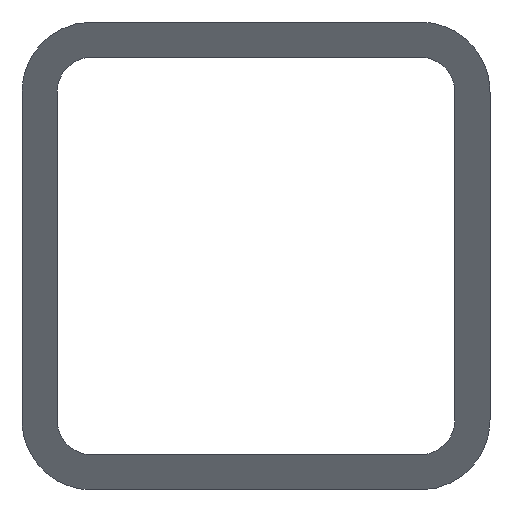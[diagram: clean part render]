
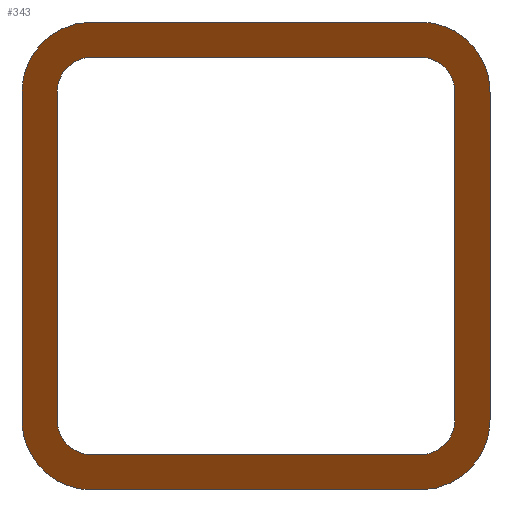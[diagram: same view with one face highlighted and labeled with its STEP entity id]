
A CAD part, front view. The second image highlights one B-rep face of the part: STEP entity #343.
In plain terms, the highlighted planar face has unit normal (-0.707, -0.707, 0).
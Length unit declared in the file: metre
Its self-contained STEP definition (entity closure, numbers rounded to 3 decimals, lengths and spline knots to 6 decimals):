
#25=PLANE('',#386);
#34=LINE('',#521,#66);
#38=LINE('',#533,#70);
#42=LINE('',#545,#74);
#45=LINE('',#549,#77);
#50=LINE('',#571,#82);
#51=LINE('',#575,#83);
#52=LINE('',#579,#84);
#53=LINE('',#583,#85);
#66=VECTOR('',#419,1.);
#70=VECTOR('',#431,1.);
#74=VECTOR('',#443,1.);
#77=VECTOR('',#448,1.);
#82=VECTOR('',#467,1.);
#83=VECTOR('',#470,1.);
#84=VECTOR('',#473,1.);
#85=VECTOR('',#476,1.);
#142=ORIENTED_EDGE('',*,*,#222,.F.);
#143=ORIENTED_EDGE('',*,*,#223,.F.);
#144=ORIENTED_EDGE('',*,*,#224,.F.);
#145=ORIENTED_EDGE('',*,*,#225,.T.);
#146=ORIENTED_EDGE('',*,*,#226,.F.);
#147=ORIENTED_EDGE('',*,*,#227,.T.);
#148=ORIENTED_EDGE('',*,*,#228,.F.);
#149=ORIENTED_EDGE('',*,*,#229,.F.);
#150=ORIENTED_EDGE('',*,*,#207,.T.);
#151=ORIENTED_EDGE('',*,*,#204,.T.);
#152=ORIENTED_EDGE('',*,*,#200,.T.);
#153=ORIENTED_EDGE('',*,*,#213,.T.);
#154=ORIENTED_EDGE('',*,*,#190,.T.);
#155=ORIENTED_EDGE('',*,*,#198,.F.);
#156=ORIENTED_EDGE('',*,*,#194,.T.);
#157=ORIENTED_EDGE('',*,*,#210,.F.);
#190=EDGE_CURVE('',#238,#239,#270,.T.);
#194=EDGE_CURVE('',#242,#243,#272,.T.);
#198=EDGE_CURVE('',#242,#239,#34,.T.);
#200=EDGE_CURVE('',#246,#247,#274,.T.);
#204=EDGE_CURVE('',#250,#246,#38,.T.);
#207=EDGE_CURVE('',#252,#250,#276,.T.);
#210=EDGE_CURVE('',#252,#243,#42,.T.);
#213=EDGE_CURVE('',#247,#238,#45,.T.);
#222=EDGE_CURVE('',#262,#263,#282,.T.);
#223=EDGE_CURVE('',#264,#262,#50,.T.);
#224=EDGE_CURVE('',#265,#264,#283,.T.);
#225=EDGE_CURVE('',#265,#266,#51,.T.);
#226=EDGE_CURVE('',#267,#266,#284,.T.);
#227=EDGE_CURVE('',#267,#268,#52,.T.);
#228=EDGE_CURVE('',#269,#268,#285,.T.);
#229=EDGE_CURVE('',#263,#269,#53,.T.);
#238=VERTEX_POINT('',#504);
#239=VERTEX_POINT('',#505);
#242=VERTEX_POINT('',#513);
#243=VERTEX_POINT('',#514);
#246=VERTEX_POINT('',#525);
#247=VERTEX_POINT('',#526);
#250=VERTEX_POINT('',#534);
#252=VERTEX_POINT('',#540);
#262=VERTEX_POINT('',#569);
#263=VERTEX_POINT('',#570);
#264=VERTEX_POINT('',#572);
#265=VERTEX_POINT('',#574);
#266=VERTEX_POINT('',#576);
#267=VERTEX_POINT('',#578);
#268=VERTEX_POINT('',#580);
#269=VERTEX_POINT('',#582);
#270=ELLIPSE('',#366,0.016971,0.012);
#272=ELLIPSE('',#369,0.016971,0.012);
#274=ELLIPSE('',#373,0.016971,0.012);
#276=ELLIPSE('',#377,0.016971,0.012);
#282=ELLIPSE('',#387,0.008485,0.006);
#283=ELLIPSE('',#388,0.008485,0.006);
#284=ELLIPSE('',#389,0.008485,0.006);
#285=ELLIPSE('',#390,0.008485,0.006);
#296=EDGE_LOOP('',(#142,#143,#144,#145,#146,#147,#148,#149));
#297=EDGE_LOOP('',(#150,#151,#152,#153,#154,#155,#156,#157));
#316=FACE_BOUND('',#296,.T.);
#317=FACE_BOUND('',#297,.T.);
#343=ADVANCED_FACE('',(#316,#317),#25,.T.);
#366=AXIS2_PLACEMENT_3D('',#503,#403,#404);
#369=AXIS2_PLACEMENT_3D('',#512,#411,#412);
#373=AXIS2_PLACEMENT_3D('',#524,#423,#424);
#377=AXIS2_PLACEMENT_3D('',#539,#436,#437);
#386=AXIS2_PLACEMENT_3D('',#567,#463,#464);
#387=AXIS2_PLACEMENT_3D('',#568,#465,#466);
#388=AXIS2_PLACEMENT_3D('',#573,#468,#469);
#389=AXIS2_PLACEMENT_3D('',#577,#471,#472);
#390=AXIS2_PLACEMENT_3D('',#581,#474,#475);
#403=DIRECTION('',(-0.707,-0.707,0.));
#404=DIRECTION('',(-0.707,0.707,0.));
#411=DIRECTION('',(-0.707,-0.707,0.));
#412=DIRECTION('',(-0.707,0.707,0.));
#419=DIRECTION('',(0.707,-0.707,0.));
#423=DIRECTION('',(-0.707,-0.707,0.));
#424=DIRECTION('',(-0.707,0.707,0.));
#431=DIRECTION('',(0.707,-0.707,0.));
#436=DIRECTION('',(-0.707,-0.707,0.));
#437=DIRECTION('',(-0.707,0.707,0.));
#443=DIRECTION('',(0.,0.,1.));
#448=DIRECTION('',(0.,0.,1.));
#463=DIRECTION('',(-0.707,-0.707,0.));
#464=DIRECTION('',(0.707,-0.707,0.));
#465=DIRECTION('',(-0.707,-0.707,0.));
#466=DIRECTION('',(-0.707,0.707,0.));
#467=DIRECTION('',(0.707,-0.707,0.));
#468=DIRECTION('',(-0.707,-0.707,0.));
#469=DIRECTION('',(-0.707,0.707,0.));
#470=DIRECTION('',(0.,0.,1.));
#471=DIRECTION('',(-0.707,-0.707,0.));
#472=DIRECTION('',(-0.707,0.707,0.));
#473=DIRECTION('',(0.707,-0.707,0.));
#474=DIRECTION('',(-0.707,-0.707,0.));
#475=DIRECTION('',(-0.707,0.707,0.));
#476=DIRECTION('',(0.,0.,1.));
#503=CARTESIAN_POINT('',(0.068,-0.788,0.068));
#504=CARTESIAN_POINT('',(0.08,-0.8,0.068));
#505=CARTESIAN_POINT('',(0.068,-0.788,0.08));
#512=CARTESIAN_POINT('',(0.012,-0.732,0.068));
#513=CARTESIAN_POINT('',(0.012,-0.732,0.08));
#514=CARTESIAN_POINT('',(0.,-0.72,0.068));
#521=CARTESIAN_POINT('',(0.04,-0.76,0.08));
#524=CARTESIAN_POINT('',(0.068,-0.788,0.012));
#525=CARTESIAN_POINT('',(0.068,-0.788,0.));
#526=CARTESIAN_POINT('',(0.08,-0.8,0.012));
#533=CARTESIAN_POINT('',(0.06,-0.78,0.));
#534=CARTESIAN_POINT('',(0.012,-0.732,0.));
#539=CARTESIAN_POINT('',(0.012,-0.732,0.012));
#540=CARTESIAN_POINT('',(0.,-0.72,0.012));
#545=CARTESIAN_POINT('',(0.,-0.72,-0.72797));
#549=CARTESIAN_POINT('',(0.08,-0.8,0.04));
#567=CARTESIAN_POINT('',(0.04,-0.76,-0.72797));
#568=CARTESIAN_POINT('',(0.068,-0.788,0.012));
#569=CARTESIAN_POINT('',(0.068,-0.788,0.006));
#570=CARTESIAN_POINT('',(0.074,-0.794,0.012));
#571=CARTESIAN_POINT('',(0.06,-0.78,0.006));
#572=CARTESIAN_POINT('',(0.012,-0.732,0.006));
#573=CARTESIAN_POINT('',(0.012,-0.732,0.012));
#574=CARTESIAN_POINT('',(0.006,-0.726,0.012));
#575=CARTESIAN_POINT('',(0.006,-0.726,0.04));
#576=CARTESIAN_POINT('',(0.006,-0.726,0.068));
#577=CARTESIAN_POINT('',(0.012,-0.732,0.068));
#578=CARTESIAN_POINT('',(0.012,-0.732,0.074));
#579=CARTESIAN_POINT('',(0.06,-0.78,0.074));
#580=CARTESIAN_POINT('',(0.068,-0.788,0.074));
#581=CARTESIAN_POINT('',(0.068,-0.788,0.068));
#582=CARTESIAN_POINT('',(0.074,-0.794,0.068));
#583=CARTESIAN_POINT('',(0.074,-0.794,0.04));
